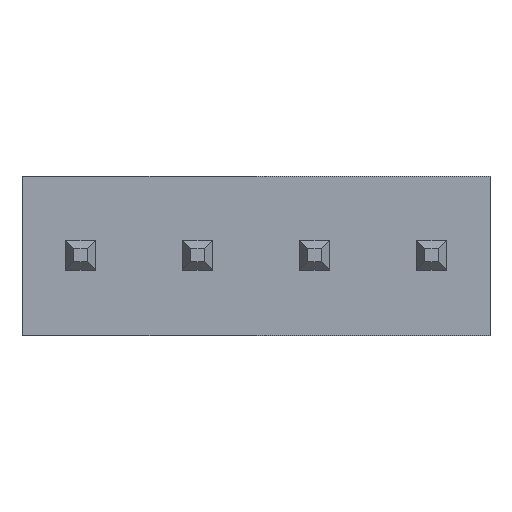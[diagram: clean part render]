
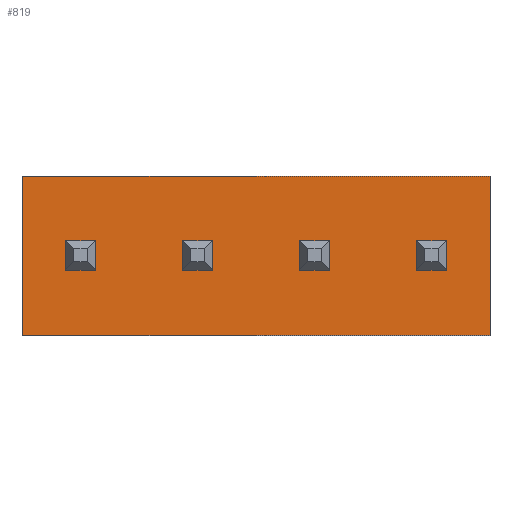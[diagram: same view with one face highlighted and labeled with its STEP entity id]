
A CAD part, top view. The second image highlights one B-rep face of the part: STEP entity #819.
In plain terms, the highlighted planar face has unit normal (0, 0, 1).
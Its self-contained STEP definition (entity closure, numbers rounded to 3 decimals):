
#59=FACE_BOUND('',#112,.T.);
#60=FACE_BOUND('',#113,.T.);
#61=FACE_BOUND('',#114,.T.);
#62=FACE_BOUND('',#115,.T.);
#67=FACE_OUTER_BOUND('',#111,.T.);
#111=EDGE_LOOP('',(#555,#556,#557,#558));
#112=EDGE_LOOP('',(#559,#560,#561,#562));
#113=EDGE_LOOP('',(#563,#564,#565,#566));
#114=EDGE_LOOP('',(#567,#568,#569,#570));
#115=EDGE_LOOP('',(#571,#572,#573,#574));
#163=LINE('',#1198,#267);
#164=LINE('',#1200,#268);
#165=LINE('',#1202,#269);
#166=LINE('',#1203,#270);
#167=LINE('',#1206,#271);
#168=LINE('',#1208,#272);
#169=LINE('',#1210,#273);
#170=LINE('',#1211,#274);
#171=LINE('',#1214,#275);
#172=LINE('',#1216,#276);
#173=LINE('',#1218,#277);
#174=LINE('',#1219,#278);
#175=LINE('',#1222,#279);
#176=LINE('',#1224,#280);
#177=LINE('',#1226,#281);
#178=LINE('',#1227,#282);
#179=LINE('',#1230,#283);
#180=LINE('',#1232,#284);
#181=LINE('',#1234,#285);
#182=LINE('',#1235,#286);
#267=VECTOR('',#973,10.16);
#268=VECTOR('',#974,3.46);
#269=VECTOR('',#975,10.16);
#270=VECTOR('',#976,3.46);
#271=VECTOR('',#977,0.64);
#272=VECTOR('',#978,0.64);
#273=VECTOR('',#979,0.64);
#274=VECTOR('',#980,0.64);
#275=VECTOR('',#981,0.64);
#276=VECTOR('',#982,0.64);
#277=VECTOR('',#983,0.64);
#278=VECTOR('',#984,0.64);
#279=VECTOR('',#985,0.64);
#280=VECTOR('',#986,0.64);
#281=VECTOR('',#987,0.64);
#282=VECTOR('',#988,0.64);
#283=VECTOR('',#989,0.64);
#284=VECTOR('',#990,0.64);
#285=VECTOR('',#991,0.64);
#286=VECTOR('',#992,0.64);
#371=VERTEX_POINT('',#1196);
#372=VERTEX_POINT('',#1197);
#373=VERTEX_POINT('',#1199);
#374=VERTEX_POINT('',#1201);
#375=VERTEX_POINT('',#1204);
#376=VERTEX_POINT('',#1205);
#377=VERTEX_POINT('',#1207);
#378=VERTEX_POINT('',#1209);
#379=VERTEX_POINT('',#1212);
#380=VERTEX_POINT('',#1213);
#381=VERTEX_POINT('',#1215);
#382=VERTEX_POINT('',#1217);
#383=VERTEX_POINT('',#1220);
#384=VERTEX_POINT('',#1221);
#385=VERTEX_POINT('',#1223);
#386=VERTEX_POINT('',#1225);
#387=VERTEX_POINT('',#1228);
#388=VERTEX_POINT('',#1229);
#389=VERTEX_POINT('',#1231);
#390=VERTEX_POINT('',#1233);
#443=EDGE_CURVE('',#371,#372,#163,.T.);
#444=EDGE_CURVE('',#373,#372,#164,.T.);
#445=EDGE_CURVE('',#373,#374,#165,.T.);
#446=EDGE_CURVE('',#374,#371,#166,.T.);
#447=EDGE_CURVE('',#375,#376,#167,.T.);
#448=EDGE_CURVE('',#376,#377,#168,.T.);
#449=EDGE_CURVE('',#377,#378,#169,.T.);
#450=EDGE_CURVE('',#378,#375,#170,.T.);
#451=EDGE_CURVE('',#379,#380,#171,.T.);
#452=EDGE_CURVE('',#380,#381,#172,.T.);
#453=EDGE_CURVE('',#381,#382,#173,.T.);
#454=EDGE_CURVE('',#382,#379,#174,.T.);
#455=EDGE_CURVE('',#383,#384,#175,.T.);
#456=EDGE_CURVE('',#384,#385,#176,.T.);
#457=EDGE_CURVE('',#385,#386,#177,.T.);
#458=EDGE_CURVE('',#386,#383,#178,.T.);
#459=EDGE_CURVE('',#387,#388,#179,.T.);
#460=EDGE_CURVE('',#389,#387,#180,.T.);
#461=EDGE_CURVE('',#390,#389,#181,.T.);
#462=EDGE_CURVE('',#388,#390,#182,.T.);
#555=ORIENTED_EDGE('',*,*,#443,.T.);
#556=ORIENTED_EDGE('',*,*,#444,.F.);
#557=ORIENTED_EDGE('',*,*,#445,.T.);
#558=ORIENTED_EDGE('',*,*,#446,.T.);
#559=ORIENTED_EDGE('',*,*,#447,.T.);
#560=ORIENTED_EDGE('',*,*,#448,.T.);
#561=ORIENTED_EDGE('',*,*,#449,.T.);
#562=ORIENTED_EDGE('',*,*,#450,.T.);
#563=ORIENTED_EDGE('',*,*,#451,.T.);
#564=ORIENTED_EDGE('',*,*,#452,.T.);
#565=ORIENTED_EDGE('',*,*,#453,.T.);
#566=ORIENTED_EDGE('',*,*,#454,.T.);
#567=ORIENTED_EDGE('',*,*,#455,.T.);
#568=ORIENTED_EDGE('',*,*,#456,.T.);
#569=ORIENTED_EDGE('',*,*,#457,.T.);
#570=ORIENTED_EDGE('',*,*,#458,.T.);
#571=ORIENTED_EDGE('',*,*,#459,.F.);
#572=ORIENTED_EDGE('',*,*,#460,.F.);
#573=ORIENTED_EDGE('',*,*,#461,.F.);
#574=ORIENTED_EDGE('',*,*,#462,.F.);
#779=PLANE('',#908);
#819=ADVANCED_FACE('',(#67,#59,#60,#61,#62),#779,.T.);
#908=AXIS2_PLACEMENT_3D('',#1195,#971,#972);
#971=DIRECTION('center_axis',(0.,0.,1.));
#972=DIRECTION('ref_axis',(1.,0.,0.));
#973=DIRECTION('',(-1.,0.,0.));
#974=DIRECTION('',(0.,1.,0.));
#975=DIRECTION('',(1.,0.,0.));
#976=DIRECTION('',(0.,1.,0.));
#977=DIRECTION('',(1.,0.,0.));
#978=DIRECTION('',(0.,-1.,0.));
#979=DIRECTION('',(-1.,0.,0.));
#980=DIRECTION('',(0.,1.,0.));
#981=DIRECTION('',(1.,0.,0.));
#982=DIRECTION('',(0.,-1.,0.));
#983=DIRECTION('',(-1.,0.,0.));
#984=DIRECTION('',(0.,1.,0.));
#985=DIRECTION('',(1.,0.,0.));
#986=DIRECTION('',(0.,-1.,0.));
#987=DIRECTION('',(-1.,0.,0.));
#988=DIRECTION('',(0.,1.,0.));
#989=DIRECTION('',(-1.,0.,0.));
#990=DIRECTION('',(0.,1.,0.));
#991=DIRECTION('',(1.,0.,0.));
#992=DIRECTION('',(0.,-1.,0.));
#1195=CARTESIAN_POINT('Origin',(0.,0.,0.));
#1196=CARTESIAN_POINT('',(11.43,1.73,0.));
#1197=CARTESIAN_POINT('',(1.27,1.73,0.));
#1198=CARTESIAN_POINT('',(11.43,1.73,0.));
#1199=CARTESIAN_POINT('',(1.27,-1.73,0.));
#1200=CARTESIAN_POINT('',(1.27,-1.73,0.));
#1201=CARTESIAN_POINT('',(11.43,-1.73,0.));
#1202=CARTESIAN_POINT('',(1.27,-1.73,0.));
#1203=CARTESIAN_POINT('',(11.43,-1.73,0.));
#1204=CARTESIAN_POINT('',(9.84,0.32,0.));
#1205=CARTESIAN_POINT('',(10.48,0.32,0.));
#1206=CARTESIAN_POINT('',(9.84,0.32,0.));
#1207=CARTESIAN_POINT('',(10.48,-0.32,0.));
#1208=CARTESIAN_POINT('',(10.48,0.32,0.));
#1209=CARTESIAN_POINT('',(9.84,-0.32,0.));
#1210=CARTESIAN_POINT('',(10.48,-0.32,0.));
#1211=CARTESIAN_POINT('',(9.84,-0.32,0.));
#1212=CARTESIAN_POINT('',(7.3,0.32,0.));
#1213=CARTESIAN_POINT('',(7.94,0.32,0.));
#1214=CARTESIAN_POINT('',(7.3,0.32,0.));
#1215=CARTESIAN_POINT('',(7.94,-0.32,0.));
#1216=CARTESIAN_POINT('',(7.94,0.32,0.));
#1217=CARTESIAN_POINT('',(7.3,-0.32,0.));
#1218=CARTESIAN_POINT('',(7.94,-0.32,0.));
#1219=CARTESIAN_POINT('',(7.3,-0.32,0.));
#1220=CARTESIAN_POINT('',(4.76,0.32,0.));
#1221=CARTESIAN_POINT('',(5.4,0.32,0.));
#1222=CARTESIAN_POINT('',(4.76,0.32,0.));
#1223=CARTESIAN_POINT('',(5.4,-0.32,0.));
#1224=CARTESIAN_POINT('',(5.4,0.32,0.));
#1225=CARTESIAN_POINT('',(4.76,-0.32,0.));
#1226=CARTESIAN_POINT('',(5.4,-0.32,0.));
#1227=CARTESIAN_POINT('',(4.76,-0.32,0.));
#1228=CARTESIAN_POINT('',(2.86,0.32,0.));
#1229=CARTESIAN_POINT('',(2.22,0.32,0.));
#1230=CARTESIAN_POINT('',(2.86,0.32,0.));
#1231=CARTESIAN_POINT('',(2.86,-0.32,0.));
#1232=CARTESIAN_POINT('',(2.86,-0.32,0.));
#1233=CARTESIAN_POINT('',(2.22,-0.32,0.));
#1234=CARTESIAN_POINT('',(2.22,-0.32,0.));
#1235=CARTESIAN_POINT('',(2.22,0.32,0.));
